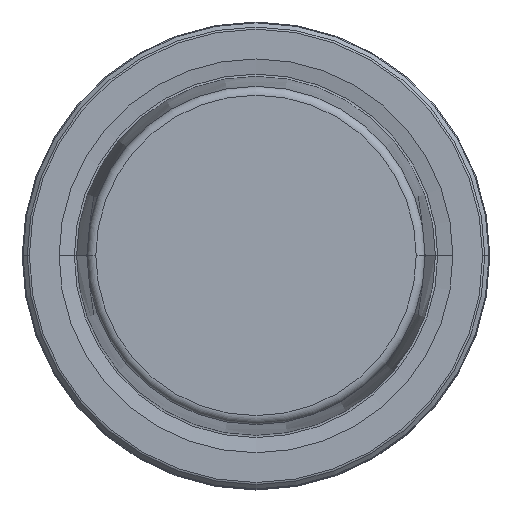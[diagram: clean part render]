
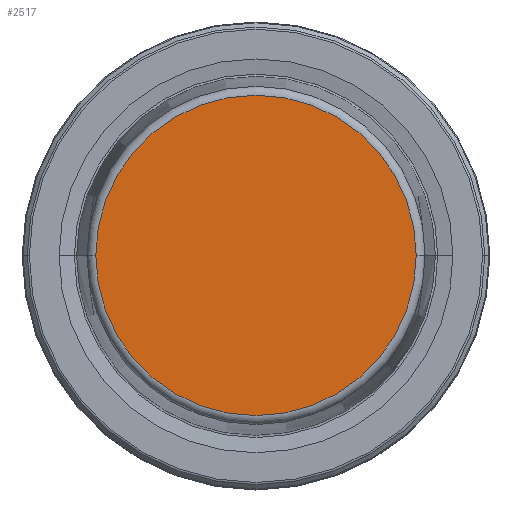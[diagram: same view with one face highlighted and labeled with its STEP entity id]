
A CAD part, top view. The second image highlights one B-rep face of the part: STEP entity #2517.
In plain terms, the highlighted planar face has unit normal (0, 0, 1).
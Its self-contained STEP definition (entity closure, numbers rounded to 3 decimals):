
#92 = AXIS2_PLACEMENT_3D ( 'NONE', #1180, #2818, #1438 ) ;
#102 = EDGE_CURVE ( 'NONE', #567, #2767, #1505, .T. ) ;
#186 = CARTESIAN_POINT ( 'NONE',  ( 21.581, 0., 31.9 ) ) ;
#370 = DIRECTION ( 'NONE',  ( 0., 0., -1. ) ) ;
#567 = VERTEX_POINT ( 'NONE', #186 ) ;
#974 = ORIENTED_EDGE ( 'NONE', *, *, #1565, .T. ) ;
#1044 = PLANE ( 'NONE',  #1249 ) ;
#1149 = DIRECTION ( 'NONE',  ( 0., 0., 1. ) ) ;
#1152 = EDGE_LOOP ( 'NONE', ( #1387, #974 ) ) ;
#1172 = CARTESIAN_POINT ( 'NONE',  ( -21.581, 0., 31.9 ) ) ;
#1180 = CARTESIAN_POINT ( 'NONE',  ( 0., 0., 31.9 ) ) ;
#1249 = AXIS2_PLACEMENT_3D ( 'NONE', #2423, #370, #1984 ) ;
#1387 = ORIENTED_EDGE ( 'NONE', *, *, #102, .T. ) ;
#1438 = DIRECTION ( 'NONE',  ( 1., 0., 0. ) ) ;
#1505 = CIRCLE ( 'NONE', #1843, 21.581 ) ;
#1565 = EDGE_CURVE ( 'NONE', #2767, #567, #1854, .T. ) ;
#1843 = AXIS2_PLACEMENT_3D ( 'NONE', #2554, #1149, #2784 ) ;
#1854 = CIRCLE ( 'NONE', #92, 21.581 ) ;
#1984 = DIRECTION ( 'NONE',  ( -1., 0., 0. ) ) ;
#2423 = CARTESIAN_POINT ( 'NONE',  ( 0., 0., 31.9 ) ) ;
#2517 = ADVANCED_FACE ( 'NONE', ( #2975 ), #1044, .F. ) ;
#2554 = CARTESIAN_POINT ( 'NONE',  ( 0., 0., 31.9 ) ) ;
#2767 = VERTEX_POINT ( 'NONE', #1172 ) ;
#2784 = DIRECTION ( 'NONE',  ( 1., 0., 0. ) ) ;
#2818 = DIRECTION ( 'NONE',  ( 0., 0., 1. ) ) ;
#2975 = FACE_OUTER_BOUND ( 'NONE', #1152, .T. ) ;
